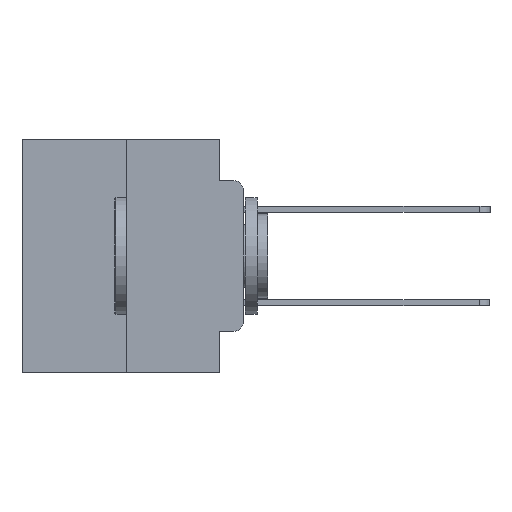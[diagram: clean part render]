
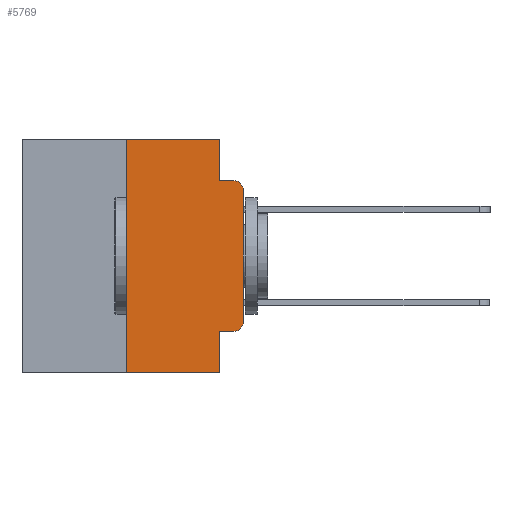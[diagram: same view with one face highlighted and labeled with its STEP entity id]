
A CAD part, left-side view. The second image highlights one B-rep face of the part: STEP entity #5769.
In plain terms, the highlighted planar face has unit normal (-1, 0, 0).
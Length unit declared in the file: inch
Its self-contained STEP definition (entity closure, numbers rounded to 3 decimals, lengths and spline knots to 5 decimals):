
#127 = ORIENTED_EDGE ( 'NONE', *, *, #23305, .T. ) ;
#346 = DIRECTION ( 'NONE',  ( 0., 0., -1. ) ) ;
#716 = EDGE_CURVE ( 'NONE', #25705, #7723, #24986, .T. ) ;
#1148 = DIRECTION ( 'NONE',  ( 0., 0., -1. ) ) ;
#1226 = CIRCLE ( 'NONE', #12864, 0.02 ) ;
#1752 = DIRECTION ( 'NONE',  ( 0., 0., -1. ) ) ;
#1806 = DIRECTION ( 'NONE',  ( -1., 0., 0. ) ) ;
#1958 = EDGE_CURVE ( 'NONE', #12627, #25664, #1226, .T. ) ;
#2092 = CARTESIAN_POINT ( 'NONE',  ( 0., 0.473, 0. ) ) ;
#2204 = FACE_OUTER_BOUND ( 'NONE', #13746, .T. ) ;
#2481 = LINE ( 'NONE', #20732, #7603 ) ;
#4159 = LINE ( 'NONE', #9964, #15678 ) ;
#4399 = LINE ( 'NONE', #24141, #9514 ) ;
#4532 = CARTESIAN_POINT ( 'NONE',  ( 0., 0.051, -0.4115 ) ) ;
#4636 = ORIENTED_EDGE ( 'NONE', *, *, #11543, .T. ) ;
#4813 = VERTEX_POINT ( 'NONE', #8315 ) ;
#5769 = ADVANCED_FACE ( 'NONE', ( #2204 ), #6830, .F. ) ;
#6169 = LINE ( 'NONE', #11303, #17706 ) ;
#6593 = CARTESIAN_POINT ( 'NONE',  ( 0., 0.02, -0.0885 ) ) ;
#6823 = CARTESIAN_POINT ( 'NONE',  ( 0., 0.051, 0. ) ) ;
#6830 = PLANE ( 'NONE',  #22295 ) ;
#6981 = DIRECTION ( 'NONE',  ( 0., -1., 0. ) ) ;
#7477 = LINE ( 'NONE', #4532, #13259 ) ;
#7603 = VECTOR ( 'NONE', #1148, 39.37008 ) ;
#7723 = VERTEX_POINT ( 'NONE', #6823 ) ;
#7991 = EDGE_CURVE ( 'NONE', #27738, #25705, #4159, .T. ) ;
#8315 = CARTESIAN_POINT ( 'NONE',  ( 0., 0., -0.3915 ) ) ;
#8889 = CARTESIAN_POINT ( 'NONE',  ( 0., 0.25, 0. ) ) ;
#8990 = VERTEX_POINT ( 'NONE', #11204 ) ;
#9027 = DIRECTION ( 'NONE',  ( 1., 0., 0. ) ) ;
#9075 = ORIENTED_EDGE ( 'NONE', *, *, #716, .F. ) ;
#9491 = CARTESIAN_POINT ( 'NONE',  ( 0., 0.02, -0.3915 ) ) ;
#9514 = VECTOR ( 'NONE', #13432, 39.37008 ) ;
#9545 = EDGE_CURVE ( 'NONE', #8990, #25664, #4399, .T. ) ;
#9738 = DIRECTION ( 'NONE',  ( 0., -1., 0. ) ) ;
#9964 = CARTESIAN_POINT ( 'NONE',  ( 0., 0.25, 0. ) ) ;
#11143 = ORIENTED_EDGE ( 'NONE', *, *, #15481, .F. ) ;
#11204 = CARTESIAN_POINT ( 'NONE',  ( 0., 0.051, -0.0885 ) ) ;
#11303 = CARTESIAN_POINT ( 'NONE',  ( 0., 0.051, 0. ) ) ;
#11336 = EDGE_CURVE ( 'NONE', #4813, #12627, #26575, .T. ) ;
#11543 = EDGE_CURVE ( 'NONE', #27738, #25728, #21933, .T. ) ;
#11680 = DIRECTION ( 'NONE',  ( 0., 0., -1. ) ) ;
#12627 = VERTEX_POINT ( 'NONE', #22030 ) ;
#12864 = AXIS2_PLACEMENT_3D ( 'NONE', #27511, #1806, #1752 ) ;
#13259 = VECTOR ( 'NONE', #21851, 39.37008 ) ;
#13432 = DIRECTION ( 'NONE',  ( 0., -1., 0. ) ) ;
#13746 = EDGE_LOOP ( 'NONE', ( #23567, #24233, #19185, #25572, #9075, #21245, #4636, #11143, #16852, #127 ) ) ;
#14483 = CARTESIAN_POINT ( 'NONE',  ( 0., 0.25, -0.5 ) ) ;
#15450 = CARTESIAN_POINT ( 'NONE',  ( 0., 0.473, 0. ) ) ;
#15481 = EDGE_CURVE ( 'NONE', #25765, #25728, #6169, .T. ) ;
#15678 = VECTOR ( 'NONE', #27117, 39.37008 ) ;
#16146 = AXIS2_PLACEMENT_3D ( 'NONE', #9491, #24528, #11680 ) ;
#16852 = ORIENTED_EDGE ( 'NONE', *, *, #23153, .T. ) ;
#17706 = VECTOR ( 'NONE', #346, 39.37008 ) ;
#19185 = ORIENTED_EDGE ( 'NONE', *, *, #9545, .F. ) ;
#20661 = CIRCLE ( 'NONE', #16146, 0.02 ) ;
#20732 = CARTESIAN_POINT ( 'NONE',  ( 0., 0.051, 0. ) ) ;
#20926 = EDGE_CURVE ( 'NONE', #7723, #8990, #2481, .T. ) ;
#20939 = VECTOR ( 'NONE', #27651, 39.37008 ) ;
#21245 = ORIENTED_EDGE ( 'NONE', *, *, #7991, .F. ) ;
#21851 = DIRECTION ( 'NONE',  ( 0., -1., 0. ) ) ;
#21933 = LINE ( 'NONE', #24799, #26895 ) ;
#22030 = CARTESIAN_POINT ( 'NONE',  ( 0., 0., -0.1085 ) ) ;
#22295 = AXIS2_PLACEMENT_3D ( 'NONE', #15450, #9027, #24104 ) ;
#22369 = CARTESIAN_POINT ( 'NONE',  ( 0., 0.051, -0.4115 ) ) ;
#22677 = CARTESIAN_POINT ( 'NONE',  ( 0., 0.02, -0.4115 ) ) ;
#23153 = EDGE_CURVE ( 'NONE', #25765, #23380, #7477, .T. ) ;
#23305 = EDGE_CURVE ( 'NONE', #23380, #4813, #20661, .T. ) ;
#23380 = VERTEX_POINT ( 'NONE', #22677 ) ;
#23567 = ORIENTED_EDGE ( 'NONE', *, *, #11336, .T. ) ;
#24104 = DIRECTION ( 'NONE',  ( 0., 0., -1. ) ) ;
#24141 = CARTESIAN_POINT ( 'NONE',  ( 0., 0.051, -0.0885 ) ) ;
#24233 = ORIENTED_EDGE ( 'NONE', *, *, #1958, .T. ) ;
#24308 = VECTOR ( 'NONE', #6981, 39.37008 ) ;
#24417 = CARTESIAN_POINT ( 'NONE',  ( 0., 0.051, -0.5 ) ) ;
#24528 = DIRECTION ( 'NONE',  ( -1., 0., 0. ) ) ;
#24799 = CARTESIAN_POINT ( 'NONE',  ( 0., 0.473, -0.5 ) ) ;
#24986 = LINE ( 'NONE', #2092, #24308 ) ;
#25539 = CARTESIAN_POINT ( 'NONE',  ( 0., 0., 0. ) ) ;
#25572 = ORIENTED_EDGE ( 'NONE', *, *, #20926, .F. ) ;
#25664 = VERTEX_POINT ( 'NONE', #6593 ) ;
#25705 = VERTEX_POINT ( 'NONE', #8889 ) ;
#25728 = VERTEX_POINT ( 'NONE', #24417 ) ;
#25765 = VERTEX_POINT ( 'NONE', #22369 ) ;
#26575 = LINE ( 'NONE', #25539, #20939 ) ;
#26895 = VECTOR ( 'NONE', #9738, 39.37008 ) ;
#27117 = DIRECTION ( 'NONE',  ( 0., 0., 1. ) ) ;
#27511 = CARTESIAN_POINT ( 'NONE',  ( 0., 0.02, -0.1085 ) ) ;
#27651 = DIRECTION ( 'NONE',  ( 0., 0., 1. ) ) ;
#27738 = VERTEX_POINT ( 'NONE', #14483 ) ;
